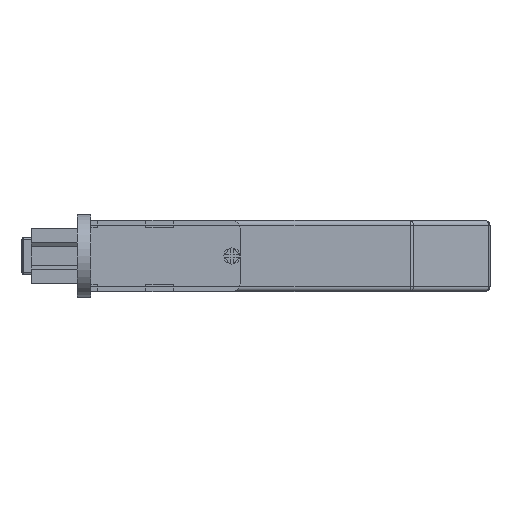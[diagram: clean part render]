
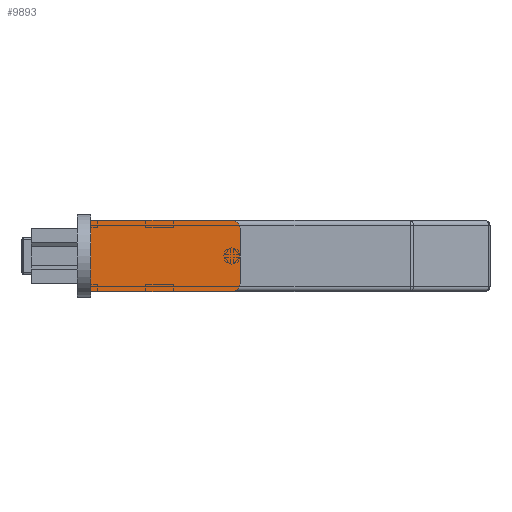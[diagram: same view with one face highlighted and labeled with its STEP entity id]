
A CAD part, front view. The second image highlights one B-rep face of the part: STEP entity #9893.
In plain terms, the highlighted face is planar.
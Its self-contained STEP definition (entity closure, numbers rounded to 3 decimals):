
#121 = DIRECTION ( 'NONE',  ( -1., 0., 0. ) ) ;
#353 = VERTEX_POINT ( 'NONE', #11363 ) ;
#420 = CARTESIAN_POINT ( 'NONE',  ( 16.3, 0.75, -7.75 ) ) ;
#522 = VERTEX_POINT ( 'NONE', #6981 ) ;
#703 = DIRECTION ( 'NONE',  ( 0., 1., 0. ) ) ;
#954 = CARTESIAN_POINT ( 'NONE',  ( -14.3, 0.75, 7.75 ) ) ;
#1433 = EDGE_CURVE ( 'NONE', #9886, #4392, #7942, .T. ) ;
#1502 = ORIENTED_EDGE ( 'NONE', *, *, #10570, .T. ) ;
#1552 = VERTEX_POINT ( 'NONE', #954 ) ;
#2578 = CARTESIAN_POINT ( 'NONE',  ( 0., 0.75, 0. ) ) ;
#2615 = CARTESIAN_POINT ( 'NONE',  ( -16.3, 0.75, -7.75 ) ) ;
#2686 = DIRECTION ( 'NONE',  ( 0., 1., 0. ) ) ;
#2783 = LINE ( 'NONE', #2615, #10032 ) ;
#2990 = ORIENTED_EDGE ( 'NONE', *, *, #4120, .T. ) ;
#3126 = EDGE_LOOP ( 'NONE', ( #4860, #1502, #2990, #5514, #5555, #10288 ) ) ;
#3710 = VECTOR ( 'NONE', #11549, 1000. ) ;
#3764 = VECTOR ( 'NONE', #10289, 1000. ) ;
#4120 = EDGE_CURVE ( 'NONE', #1552, #9886, #6515, .T. ) ;
#4392 = VERTEX_POINT ( 'NONE', #420 ) ;
#4449 = CARTESIAN_POINT ( 'NONE',  ( -14.3, 0.75, -5.75 ) ) ;
#4707 = CIRCLE ( 'NONE', #5663, 2. ) ;
#4815 = EDGE_CURVE ( 'NONE', #6250, #353, #10119, .T. ) ;
#4860 = ORIENTED_EDGE ( 'NONE', *, *, #5944, .T. ) ;
#5290 = DIRECTION ( 'NONE',  ( 0., 0., 1. ) ) ;
#5407 = PLANE ( 'NONE',  #9275 ) ;
#5514 = ORIENTED_EDGE ( 'NONE', *, *, #1433, .T. ) ;
#5555 = ORIENTED_EDGE ( 'NONE', *, *, #9138, .T. ) ;
#5663 = AXIS2_PLACEMENT_3D ( 'NONE', #11303, #703, #7035 ) ;
#5694 = DIRECTION ( 'NONE',  ( 1., 0., 0. ) ) ;
#5944 = EDGE_CURVE ( 'NONE', #353, #522, #11176, .T. ) ;
#6129 = DIRECTION ( 'NONE',  ( 0., 1., 0. ) ) ;
#6250 = VERTEX_POINT ( 'NONE', #7541 ) ;
#6515 = LINE ( 'NONE', #10124, #8290 ) ;
#6680 = CARTESIAN_POINT ( 'NONE',  ( -16.3, 0.75, -7.75 ) ) ;
#6981 = CARTESIAN_POINT ( 'NONE',  ( -16.3, 0.75, 5.75 ) ) ;
#7014 = FACE_OUTER_BOUND ( 'NONE', #3126, .T. ) ;
#7035 = DIRECTION ( 'NONE',  ( 0., 0., 1. ) ) ;
#7541 = CARTESIAN_POINT ( 'NONE',  ( -14.3, 0.75, -7.75 ) ) ;
#7942 = LINE ( 'NONE', #8052, #3710 ) ;
#8052 = CARTESIAN_POINT ( 'NONE',  ( 16.3, 0.75, -7.75 ) ) ;
#8290 = VECTOR ( 'NONE', #5694, 1000. ) ;
#9138 = EDGE_CURVE ( 'NONE', #4392, #6250, #2783, .T. ) ;
#9275 = AXIS2_PLACEMENT_3D ( 'NONE', #2578, #6129, #9737 ) ;
#9737 = DIRECTION ( 'NONE',  ( 0., 0., 1. ) ) ;
#9886 = VERTEX_POINT ( 'NONE', #11510 ) ;
#9893 = ADVANCED_FACE ( 'NONE', ( #7014 ), #5407, .T. ) ;
#10032 = VECTOR ( 'NONE', #121, 1000. ) ;
#10119 = CIRCLE ( 'NONE', #11244, 2. ) ;
#10124 = CARTESIAN_POINT ( 'NONE',  ( -16.3, 0.75, 7.75 ) ) ;
#10288 = ORIENTED_EDGE ( 'NONE', *, *, #4815, .T. ) ;
#10289 = DIRECTION ( 'NONE',  ( 0., 0., 1. ) ) ;
#10570 = EDGE_CURVE ( 'NONE', #522, #1552, #4707, .T. ) ;
#11176 = LINE ( 'NONE', #6680, #3764 ) ;
#11244 = AXIS2_PLACEMENT_3D ( 'NONE', #4449, #2686, #5290 ) ;
#11303 = CARTESIAN_POINT ( 'NONE',  ( -14.3, 0.75, 5.75 ) ) ;
#11363 = CARTESIAN_POINT ( 'NONE',  ( -16.3, 0.75, -5.75 ) ) ;
#11510 = CARTESIAN_POINT ( 'NONE',  ( 16.3, 0.75, 7.75 ) ) ;
#11549 = DIRECTION ( 'NONE',  ( 0., 0., -1. ) ) ;
